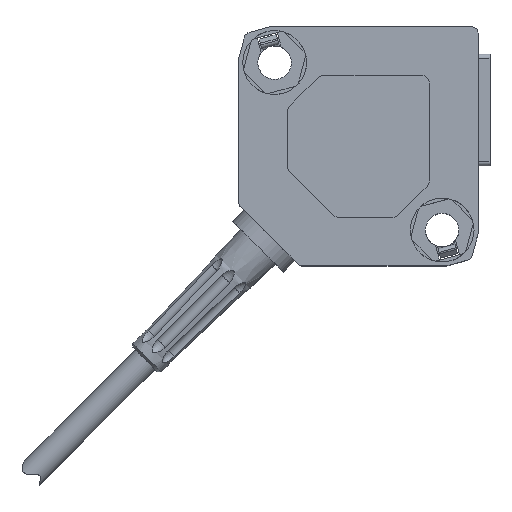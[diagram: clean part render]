
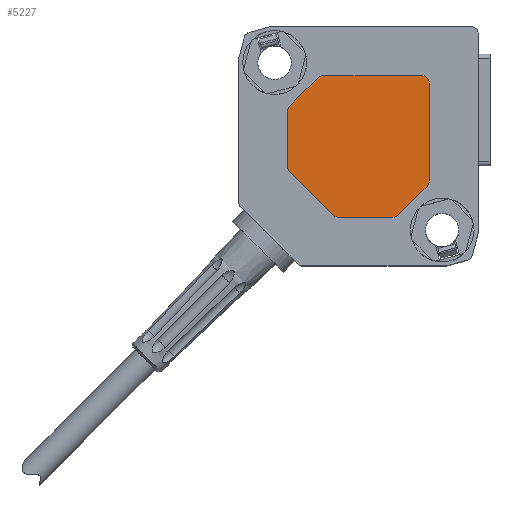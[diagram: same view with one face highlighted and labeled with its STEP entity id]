
A CAD part, top view. The second image highlights one B-rep face of the part: STEP entity #5227.
In plain terms, the highlighted planar face has unit normal (0, 0, 1).
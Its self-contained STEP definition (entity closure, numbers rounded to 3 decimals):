
#110 = DIRECTION ( 'NONE',  ( 1., 0., 0. ) ) ;
#207 = CARTESIAN_POINT ( 'NONE',  ( 10.667, 22.9, 7.25 ) ) ;
#239 = AXIS2_PLACEMENT_3D ( 'NONE', #4029, #6536, #4119 ) ;
#257 = CARTESIAN_POINT ( 'NONE',  ( 23.9, 22.9, 7.25 ) ) ;
#275 = AXIS2_PLACEMENT_3D ( 'NONE', #354, #5300, #1300 ) ;
#280 = ORIENTED_EDGE ( 'NONE', *, *, #3433, .T. ) ;
#321 = DIRECTION ( 'NONE',  ( 0., -1., 0. ) ) ;
#354 = CARTESIAN_POINT ( 'NONE',  ( 22.9, 22.9, 7.25 ) ) ;
#355 = EDGE_CURVE ( 'NONE', #3675, #4501, #6032, .T. ) ;
#385 = DIRECTION ( 'NONE',  ( 1., 0., 0. ) ) ;
#466 = LINE ( 'NONE', #4472, #4578 ) ;
#505 = EDGE_CURVE ( 'NONE', #810, #846, #3564, .T. ) ;
#586 = EDGE_CURVE ( 'NONE', #5946, #4640, #5789, .T. ) ;
#703 = DIRECTION ( 'NONE',  ( 1., 0., 0. ) ) ;
#743 = DIRECTION ( 'NONE',  ( 0., 0., 1. ) ) ;
#776 = CARTESIAN_POINT ( 'NONE',  ( 23.9, 10.667, 7.25 ) ) ;
#810 = VERTEX_POINT ( 'NONE', #944 ) ;
#813 = LINE ( 'NONE', #1403, #6297 ) ;
#846 = VERTEX_POINT ( 'NONE', #3142 ) ;
#944 = CARTESIAN_POINT ( 'NONE',  ( 6.393, 20.04, 7.25 ) ) ;
#1043 = DIRECTION ( 'NONE',  ( 0.707, 0.707, 0. ) ) ;
#1057 = CARTESIAN_POINT ( 'NONE',  ( 6.393, 11.807, 7.25 ) ) ;
#1206 = DIRECTION ( 'NONE',  ( 0., 0., 1. ) ) ;
#1251 = DIRECTION ( 'NONE',  ( 1., 0., 0. ) ) ;
#1298 = CARTESIAN_POINT ( 'NONE',  ( 12.514, 6.1, 7.25 ) ) ;
#1300 = DIRECTION ( 'NONE',  ( 1., 0., 0. ) ) ;
#1403 = CARTESIAN_POINT ( 'NONE',  ( 6.1, 19.333, 7.25 ) ) ;
#1453 = ORIENTED_EDGE ( 'NONE', *, *, #5005, .T. ) ;
#1481 = ORIENTED_EDGE ( 'NONE', *, *, #505, .T. ) ;
#1489 = VECTOR ( 'NONE', #6439, 1000. ) ;
#1550 = AXIS2_PLACEMENT_3D ( 'NONE', #4248, #743, #110 ) ;
#1558 = ORIENTED_EDGE ( 'NONE', *, *, #4407, .T. ) ;
#1614 = CARTESIAN_POINT ( 'NONE',  ( 7.1, 12.514, 7.25 ) ) ;
#1699 = DIRECTION ( 'NONE',  ( 1., 0., 0. ) ) ;
#1715 = VECTOR ( 'NONE', #4010, 1000. ) ;
#1939 = CARTESIAN_POINT ( 'NONE',  ( 23.9, 10.667, 7.25 ) ) ;
#1947 = ORIENTED_EDGE ( 'NONE', *, *, #2215, .T. ) ;
#1978 = CARTESIAN_POINT ( 'NONE',  ( 6.393, 11.807, 7.25 ) ) ;
#1979 = CARTESIAN_POINT ( 'NONE',  ( 22.9, 23.9, 7.25 ) ) ;
#2028 = VERTEX_POINT ( 'NONE', #1057 ) ;
#2095 = EDGE_LOOP ( 'NONE', ( #2974, #6248, #1947, #4292, #280, #5563, #2671, #4326, #3901, #1453, #5690, #6478, #1558, #1481 ) ) ;
#2215 = EDGE_CURVE ( 'NONE', #2028, #2725, #5517, .T. ) ;
#2490 = EDGE_CURVE ( 'NONE', #4501, #5946, #4983, .T. ) ;
#2506 = VECTOR ( 'NONE', #1043, 1000. ) ;
#2565 = VERTEX_POINT ( 'NONE', #5700 ) ;
#2628 = DIRECTION ( 'NONE',  ( 0., 0., 1. ) ) ;
#2652 = CARTESIAN_POINT ( 'NONE',  ( 20.04, 6.393, 7.25 ) ) ;
#2671 = ORIENTED_EDGE ( 'NONE', *, *, #355, .T. ) ;
#2689 = CIRCLE ( 'NONE', #3734, 1. ) ;
#2725 = VERTEX_POINT ( 'NONE', #3558 ) ;
#2791 = CARTESIAN_POINT ( 'NONE',  ( 9.96, 23.607, 7.25 ) ) ;
#2806 = EDGE_CURVE ( 'NONE', #2725, #4283, #6467, .T. ) ;
#2833 = EDGE_CURVE ( 'NONE', #6368, #3675, #5417, .T. ) ;
#2888 = VERTEX_POINT ( 'NONE', #6250 ) ;
#2974 = ORIENTED_EDGE ( 'NONE', *, *, #3501, .T. ) ;
#3142 = CARTESIAN_POINT ( 'NONE',  ( 6.1, 19.333, 7.25 ) ) ;
#3274 = VERTEX_POINT ( 'NONE', #6463 ) ;
#3360 = AXIS2_PLACEMENT_3D ( 'NONE', #207, #4767, #703 ) ;
#3433 = EDGE_CURVE ( 'NONE', #4283, #6368, #4945, .T. ) ;
#3501 = EDGE_CURVE ( 'NONE', #846, #2888, #813, .T. ) ;
#3558 = CARTESIAN_POINT ( 'NONE',  ( 11.807, 6.393, 7.25 ) ) ;
#3564 = CIRCLE ( 'NONE', #1550, 1. ) ;
#3614 = AXIS2_PLACEMENT_3D ( 'NONE', #5734, #1206, #1699 ) ;
#3675 = VERTEX_POINT ( 'NONE', #2652 ) ;
#3691 = CARTESIAN_POINT ( 'NONE',  ( 23.607, 9.96, 7.25 ) ) ;
#3734 = AXIS2_PLACEMENT_3D ( 'NONE', #5602, #2628, #5104 ) ;
#3743 = EDGE_CURVE ( 'NONE', #3274, #5124, #5142, .T. ) ;
#3898 = FACE_OUTER_BOUND ( 'NONE', #2095, .T. ) ;
#3901 = ORIENTED_EDGE ( 'NONE', *, *, #586, .T. ) ;
#3942 = AXIS2_PLACEMENT_3D ( 'NONE', #5048, #4554, #4583 ) ;
#3976 = CARTESIAN_POINT ( 'NONE',  ( 12.514, 6.1, 7.25 ) ) ;
#4010 = DIRECTION ( 'NONE',  ( -1., 0., 0. ) ) ;
#4029 = CARTESIAN_POINT ( 'NONE',  ( 12.514, 7.1, 7.25 ) ) ;
#4068 = DIRECTION ( 'NONE',  ( -0.707, -0.707, 0. ) ) ;
#4119 = DIRECTION ( 'NONE',  ( 1., 0., 0. ) ) ;
#4180 = CIRCLE ( 'NONE', #275, 1. ) ;
#4248 = CARTESIAN_POINT ( 'NONE',  ( 7.1, 19.333, 7.25 ) ) ;
#4283 = VERTEX_POINT ( 'NONE', #3976 ) ;
#4292 = ORIENTED_EDGE ( 'NONE', *, *, #2806, .T. ) ;
#4304 = VECTOR ( 'NONE', #385, 1000. ) ;
#4326 = ORIENTED_EDGE ( 'NONE', *, *, #2490, .T. ) ;
#4407 = EDGE_CURVE ( 'NONE', #5124, #810, #466, .T. ) ;
#4446 = EDGE_CURVE ( 'NONE', #2565, #3274, #6508, .T. ) ;
#4472 = CARTESIAN_POINT ( 'NONE',  ( 9.96, 23.607, 7.25 ) ) ;
#4501 = VERTEX_POINT ( 'NONE', #3691 ) ;
#4554 = DIRECTION ( 'NONE',  ( 0., 0., 1. ) ) ;
#4578 = VECTOR ( 'NONE', #4068, 1000. ) ;
#4583 = DIRECTION ( 'NONE',  ( 1., 0., 0. ) ) ;
#4640 = VERTEX_POINT ( 'NONE', #257 ) ;
#4642 = DIRECTION ( 'NONE',  ( 0., 1., 0. ) ) ;
#4760 = DIRECTION ( 'NONE',  ( 0., 0., 1. ) ) ;
#4767 = DIRECTION ( 'NONE',  ( 0., 0., 1. ) ) ;
#4945 = LINE ( 'NONE', #1298, #4304 ) ;
#4983 = CIRCLE ( 'NONE', #3614, 1. ) ;
#5005 = EDGE_CURVE ( 'NONE', #4640, #2565, #4180, .T. ) ;
#5048 = CARTESIAN_POINT ( 'NONE',  ( 19.333, 7.1, 7.25 ) ) ;
#5104 = DIRECTION ( 'NONE',  ( 1., 0., 0. ) ) ;
#5124 = VERTEX_POINT ( 'NONE', #2791 ) ;
#5142 = CIRCLE ( 'NONE', #3360, 1. ) ;
#5227 = ADVANCED_FACE ( 'NONE', ( #3898 ), #5439, .T. ) ;
#5300 = DIRECTION ( 'NONE',  ( 0., 0., 1. ) ) ;
#5417 = CIRCLE ( 'NONE', #3942, 1. ) ;
#5439 = PLANE ( 'NONE',  #5982 ) ;
#5517 = LINE ( 'NONE', #1978, #1489 ) ;
#5563 = ORIENTED_EDGE ( 'NONE', *, *, #2833, .T. ) ;
#5602 = CARTESIAN_POINT ( 'NONE',  ( 7.1, 12.514, 7.25 ) ) ;
#5690 = ORIENTED_EDGE ( 'NONE', *, *, #4446, .T. ) ;
#5700 = CARTESIAN_POINT ( 'NONE',  ( 22.9, 23.9, 7.25 ) ) ;
#5734 = CARTESIAN_POINT ( 'NONE',  ( 22.9, 10.667, 7.25 ) ) ;
#5789 = LINE ( 'NONE', #776, #5849 ) ;
#5849 = VECTOR ( 'NONE', #4642, 1000. ) ;
#5946 = VERTEX_POINT ( 'NONE', #1939 ) ;
#5982 = AXIS2_PLACEMENT_3D ( 'NONE', #1614, #4760, #1251 ) ;
#6032 = LINE ( 'NONE', #6531, #2506 ) ;
#6061 = CARTESIAN_POINT ( 'NONE',  ( 19.333, 6.1, 7.25 ) ) ;
#6169 = EDGE_CURVE ( 'NONE', #2888, #2028, #2689, .T. ) ;
#6248 = ORIENTED_EDGE ( 'NONE', *, *, #6169, .T. ) ;
#6250 = CARTESIAN_POINT ( 'NONE',  ( 6.1, 12.514, 7.25 ) ) ;
#6297 = VECTOR ( 'NONE', #321, 1000. ) ;
#6368 = VERTEX_POINT ( 'NONE', #6061 ) ;
#6439 = DIRECTION ( 'NONE',  ( 0.707, -0.707, 0. ) ) ;
#6463 = CARTESIAN_POINT ( 'NONE',  ( 10.667, 23.9, 7.25 ) ) ;
#6467 = CIRCLE ( 'NONE', #239, 1. ) ;
#6478 = ORIENTED_EDGE ( 'NONE', *, *, #3743, .T. ) ;
#6508 = LINE ( 'NONE', #1979, #1715 ) ;
#6531 = CARTESIAN_POINT ( 'NONE',  ( 20.04, 6.393, 7.25 ) ) ;
#6536 = DIRECTION ( 'NONE',  ( 0., 0., 1. ) ) ;
